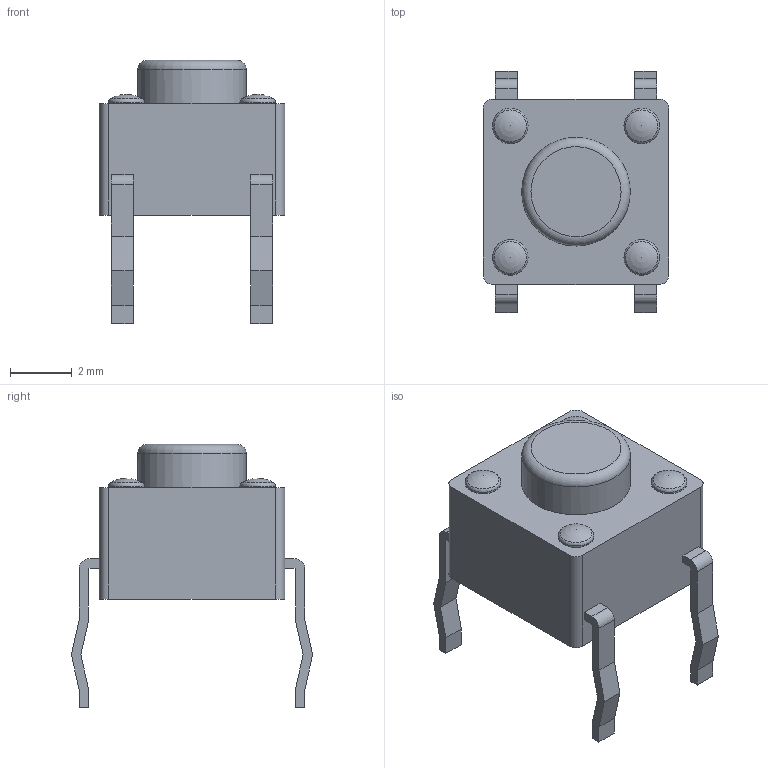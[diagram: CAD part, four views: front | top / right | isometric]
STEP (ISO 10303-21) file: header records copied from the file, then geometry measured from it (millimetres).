
FILE_DESCRIPTION(/* description */ (''),/* implementation_level */ '2;1');
FILE_NAME(/* name */ 'c-1825910-6-c-3d_color.step',/* time_stamp */ '2018-11-05T17:05:30-08:00',/* author */ (''),/* organization */ (''),/* preprocessor_version */ 'ST-DEVELOPER v17.2',/* originating_system */ 'Autodesk Translation Framework v7.6.0.251',/* authorisation */ '');
FILE_SCHEMA (('AUTOMOTIVE_DESIGN { 1 0 10303 214 3 1 1 }'));
Length unit declared in the file: millimetre
Products named in the file (1): c-1825910-6-c-3d
Bounding box: 5.99 x 7.8 x 8.51 mm (x, y, z)
Volume: 147.5 mm3; surface area: 213.5 mm2
Topology: 1 solids, 1 shells, 85 faces, 242 edges, 164 vertices
Faces by surface type: plane 59, cylinder 17, torus 5, sphere 4
Full cylindrical faces by diameter (mm): 1.15 x4, 3.51 x1
Entity records: 2844 total; most frequent: CARTESIAN_POINT 488, ORIENTED_EDGE 476, DIRECTION 475, EDGE_CURVE 238, LINE 173, VECTOR 173, VERTEX_POINT 164, AXIS2_PLACEMENT_3D 151
